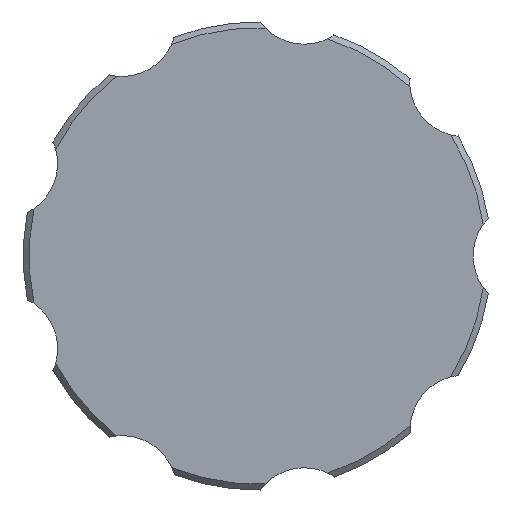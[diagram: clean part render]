
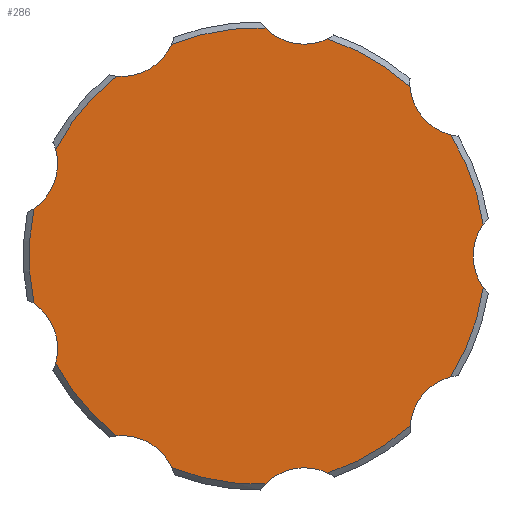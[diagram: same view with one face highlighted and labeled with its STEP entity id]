
A CAD part, left-side view. The second image highlights one B-rep face of the part: STEP entity #286.
In plain terms, the highlighted planar face has unit normal (-1, 0, 0).
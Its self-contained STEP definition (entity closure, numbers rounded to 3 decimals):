
#286=ADVANCED_FACE('',(#369),#347,.T.);
#347=PLANE('',#1187);
#369=FACE_OUTER_BOUND('',#429,.T.);
#429=EDGE_LOOP('',(#495,#496,#497,#498,#499,#500,#501,#502,#503,#504,#505,
#506,#507,#508,#509,#510,#511,#512));
#495=ORIENTED_EDGE('',*,*,#942,.F.);
#496=ORIENTED_EDGE('',*,*,#943,.T.);
#497=ORIENTED_EDGE('',*,*,#944,.F.);
#498=ORIENTED_EDGE('',*,*,#945,.T.);
#499=ORIENTED_EDGE('',*,*,#946,.F.);
#500=ORIENTED_EDGE('',*,*,#947,.T.);
#501=ORIENTED_EDGE('',*,*,#948,.F.);
#502=ORIENTED_EDGE('',*,*,#949,.T.);
#503=ORIENTED_EDGE('',*,*,#950,.F.);
#504=ORIENTED_EDGE('',*,*,#951,.T.);
#505=ORIENTED_EDGE('',*,*,#952,.F.);
#506=ORIENTED_EDGE('',*,*,#953,.T.);
#507=ORIENTED_EDGE('',*,*,#954,.F.);
#508=ORIENTED_EDGE('',*,*,#955,.T.);
#509=ORIENTED_EDGE('',*,*,#956,.F.);
#510=ORIENTED_EDGE('',*,*,#957,.T.);
#511=ORIENTED_EDGE('',*,*,#958,.F.);
#512=ORIENTED_EDGE('',*,*,#959,.T.);
#829=VERTEX_POINT('',#1569);
#830=VERTEX_POINT('',#1570);
#831=VERTEX_POINT('',#1572);
#832=VERTEX_POINT('',#1574);
#833=VERTEX_POINT('',#1576);
#834=VERTEX_POINT('',#1578);
#835=VERTEX_POINT('',#1580);
#836=VERTEX_POINT('',#1582);
#837=VERTEX_POINT('',#1584);
#838=VERTEX_POINT('',#1586);
#839=VERTEX_POINT('',#1588);
#840=VERTEX_POINT('',#1590);
#841=VERTEX_POINT('',#1592);
#842=VERTEX_POINT('',#1594);
#843=VERTEX_POINT('',#1596);
#844=VERTEX_POINT('',#1598);
#845=VERTEX_POINT('',#1600);
#846=VERTEX_POINT('',#1602);
#942=EDGE_CURVE('',#829,#830,#1109,.T.);
#943=EDGE_CURVE('',#829,#831,#1110,.T.);
#944=EDGE_CURVE('',#832,#831,#1111,.T.);
#945=EDGE_CURVE('',#832,#833,#1112,.T.);
#946=EDGE_CURVE('',#834,#833,#1113,.T.);
#947=EDGE_CURVE('',#834,#835,#1114,.T.);
#948=EDGE_CURVE('',#836,#835,#1115,.T.);
#949=EDGE_CURVE('',#836,#837,#1116,.T.);
#950=EDGE_CURVE('',#838,#837,#1117,.T.);
#951=EDGE_CURVE('',#838,#839,#1118,.T.);
#952=EDGE_CURVE('',#840,#839,#1119,.T.);
#953=EDGE_CURVE('',#840,#841,#1120,.T.);
#954=EDGE_CURVE('',#842,#841,#1121,.T.);
#955=EDGE_CURVE('',#842,#843,#1122,.T.);
#956=EDGE_CURVE('',#844,#843,#1123,.T.);
#957=EDGE_CURVE('',#844,#845,#1124,.T.);
#958=EDGE_CURVE('',#846,#845,#1125,.T.);
#959=EDGE_CURVE('',#846,#830,#1126,.T.);
#1109=CIRCLE('',#1169,39.);
#1110=CIRCLE('',#1170,9.359);
#1111=CIRCLE('',#1171,39.);
#1112=CIRCLE('',#1172,9.359);
#1113=CIRCLE('',#1173,39.);
#1114=CIRCLE('',#1174,9.359);
#1115=CIRCLE('',#1175,39.);
#1116=CIRCLE('',#1176,9.359);
#1117=CIRCLE('',#1177,39.);
#1118=CIRCLE('',#1178,9.359);
#1119=CIRCLE('',#1179,39.);
#1120=CIRCLE('',#1180,9.359);
#1121=CIRCLE('',#1181,39.);
#1122=CIRCLE('',#1182,9.359);
#1123=CIRCLE('',#1183,39.);
#1124=CIRCLE('',#1184,9.359);
#1125=CIRCLE('',#1185,39.);
#1126=CIRCLE('',#1186,9.359);
#1169=AXIS2_PLACEMENT_3D('',#1568,#1291,#1292);
#1170=AXIS2_PLACEMENT_3D('',#1571,#1293,#1294);
#1171=AXIS2_PLACEMENT_3D('',#1573,#1295,#1296);
#1172=AXIS2_PLACEMENT_3D('',#1575,#1297,#1298);
#1173=AXIS2_PLACEMENT_3D('',#1577,#1299,#1300);
#1174=AXIS2_PLACEMENT_3D('',#1579,#1301,#1302);
#1175=AXIS2_PLACEMENT_3D('',#1581,#1303,#1304);
#1176=AXIS2_PLACEMENT_3D('',#1583,#1305,#1306);
#1177=AXIS2_PLACEMENT_3D('',#1585,#1307,#1308);
#1178=AXIS2_PLACEMENT_3D('',#1587,#1309,#1310);
#1179=AXIS2_PLACEMENT_3D('',#1589,#1311,#1312);
#1180=AXIS2_PLACEMENT_3D('',#1591,#1313,#1314);
#1181=AXIS2_PLACEMENT_3D('',#1593,#1315,#1316);
#1182=AXIS2_PLACEMENT_3D('',#1595,#1317,#1318);
#1183=AXIS2_PLACEMENT_3D('',#1597,#1319,#1320);
#1184=AXIS2_PLACEMENT_3D('',#1599,#1321,#1322);
#1185=AXIS2_PLACEMENT_3D('',#1601,#1323,#1324);
#1186=AXIS2_PLACEMENT_3D('',#1603,#1325,#1326);
#1187=AXIS2_PLACEMENT_3D('',#1604,#1327,#1328);
#1291=DIRECTION('',(1.,0.,0.));
#1292=DIRECTION('',(0.,0.,-1.));
#1293=DIRECTION('',(1.,0.,0.));
#1294=DIRECTION('',(0.,0.,1.));
#1295=DIRECTION('',(1.,0.,0.));
#1296=DIRECTION('',(0.,0.,-1.));
#1297=DIRECTION('',(1.,0.,0.));
#1298=DIRECTION('',(0.,0.,1.));
#1299=DIRECTION('',(1.,0.,0.));
#1300=DIRECTION('',(0.,0.,-1.));
#1301=DIRECTION('',(1.,0.,0.));
#1302=DIRECTION('',(0.,0.,1.));
#1303=DIRECTION('',(1.,0.,0.));
#1304=DIRECTION('',(0.,0.,-1.));
#1305=DIRECTION('',(1.,0.,0.));
#1306=DIRECTION('',(0.,0.,1.));
#1307=DIRECTION('',(1.,0.,0.));
#1308=DIRECTION('',(0.,0.,-1.));
#1309=DIRECTION('',(1.,0.,0.));
#1310=DIRECTION('',(0.,0.,1.));
#1311=DIRECTION('',(1.,0.,0.));
#1312=DIRECTION('',(0.,0.,-1.));
#1313=DIRECTION('',(1.,0.,0.));
#1314=DIRECTION('',(0.,0.,1.));
#1315=DIRECTION('',(1.,0.,0.));
#1316=DIRECTION('',(0.,0.,-1.));
#1317=DIRECTION('',(1.,0.,0.));
#1318=DIRECTION('',(0.,0.,1.));
#1319=DIRECTION('',(1.,0.,0.));
#1320=DIRECTION('',(0.,0.,-1.));
#1321=DIRECTION('',(1.,0.,0.));
#1322=DIRECTION('',(0.,0.,1.));
#1323=DIRECTION('',(1.,0.,0.));
#1324=DIRECTION('',(0.,0.,-1.));
#1325=DIRECTION('',(1.,0.,0.));
#1326=DIRECTION('',(0.,0.,1.));
#1327=DIRECTION('',(-1.,0.,0.));
#1328=DIRECTION('',(0.,0.,1.));
#1568=CARTESIAN_POINT('',(458.5,427.,0.));
#1569=CARTESIAN_POINT('',(458.5,400.879,-28.96));
#1570=CARTESIAN_POINT('',(458.5,414.949,-37.091));
#1571=CARTESIAN_POINT('',(458.5,391.551,-29.72));
#1572=CARTESIAN_POINT('',(458.5,393.927,-20.668));
#1573=CARTESIAN_POINT('',(458.5,427.,0.));
#1574=CARTESIAN_POINT('',(458.5,388.375,-5.394));
#1575=CARTESIAN_POINT('',(458.5,380.741,0.02));
#1576=CARTESIAN_POINT('',(458.5,388.379,5.427));
#1577=CARTESIAN_POINT('',(458.5,427.,0.));
#1578=CARTESIAN_POINT('',(458.5,393.944,20.696));
#1579=CARTESIAN_POINT('',(458.5,391.576,29.75));
#1580=CARTESIAN_POINT('',(458.5,400.903,28.982));
#1581=CARTESIAN_POINT('',(458.5,427.,0.));
#1582=CARTESIAN_POINT('',(458.5,414.981,37.102));
#1583=CARTESIAN_POINT('',(458.5,418.986,45.56));
#1584=CARTESIAN_POINT('',(458.5,425.638,38.976));
#1585=CARTESIAN_POINT('',(458.5,427.,0.));
#1586=CARTESIAN_POINT('',(458.5,441.641,36.147));
#1587=CARTESIAN_POINT('',(458.5,450.147,40.052));
#1588=CARTESIAN_POINT('',(458.5,451.01,30.733));
#1589=CARTESIAN_POINT('',(458.5,427.,0.));
#1590=CARTESIAN_POINT('',(458.5,461.451,18.279));
#1591=CARTESIAN_POINT('',(458.5,470.476,15.803));
#1592=CARTESIAN_POINT('',(458.5,465.148,8.109));
#1593=CARTESIAN_POINT('',(458.5,427.,0.));
#1594=CARTESIAN_POINT('',(458.5,465.141,-8.142));
#1595=CARTESIAN_POINT('',(458.5,470.463,-15.84));
#1596=CARTESIAN_POINT('',(458.5,461.435,-18.309));
#1597=CARTESIAN_POINT('',(458.5,427.,0.));
#1598=CARTESIAN_POINT('',(458.5,450.984,-30.753));
#1599=CARTESIAN_POINT('',(458.5,450.113,-40.071));
#1600=CARTESIAN_POINT('',(458.5,441.611,-36.16));
#1601=CARTESIAN_POINT('',(458.5,427.,0.));
#1602=CARTESIAN_POINT('',(458.5,425.605,-38.975));
#1603=CARTESIAN_POINT('',(458.5,418.948,-45.553));
#1604=CARTESIAN_POINT('',(458.5,466.,0.));
